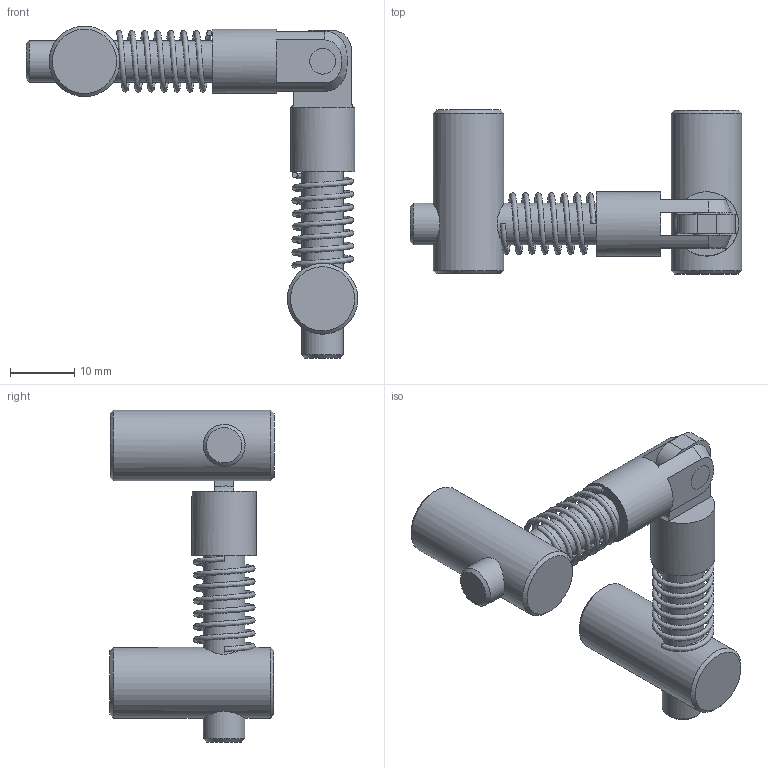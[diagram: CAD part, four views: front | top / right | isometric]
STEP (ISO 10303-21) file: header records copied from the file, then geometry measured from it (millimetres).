
FILE_DESCRIPTION(/* description */ (''),/* implementation_level */ '2;1');
FILE_NAME(/* name */ '',/* time_stamp */ '2023-01-28T01:51:29+03:00',/* author */ (''),/* organization */ (''),/* preprocessor_version */ 'ST-DEVELOPER v19.2',/* originating_system */ 'Autodesk Translation Framework v11.17.0.187',/* authorisation */ '');
FILE_SCHEMA (('AUTOMOTIVE_DESIGN { 1 0 10303 214 3 1 1 }'));
Length unit declared in the file: millimetre
Products named in the file (7): (Unsaved); 1; 2; 3; 4; Component5; Component6
Assembly tree (8 placements, depth 2):
  (Unsaved)
    1
    2
    3  x2
    4  x2
    Component5
    Component6
Bounding box: 51.68 x 25.53 x 51.68 mm (x, y, z)
Volume: 8068.7 mm3; surface area: 7615.2 mm2
Topology: 9 solids, 9 shells, 104 faces, 220 edges, 138 vertices
Faces by surface type: plane 50, cylinder 32, bspline 10, cone 8, torus 4
Full cylindrical faces by diameter (mm): 4 x2, 6.5 x4, 7 x4, 10 x2, 11 x2
Entity records: 5304 total; most frequent: CARTESIAN_POINT 3475, DIRECTION 344, ORIENTED_EDGE 326, EDGE_CURVE 163, AXIS2_PLACEMENT_3D 138, VERTEX_POINT 103, EDGE_LOOP 88, FACE_OUTER_BOUND 78
